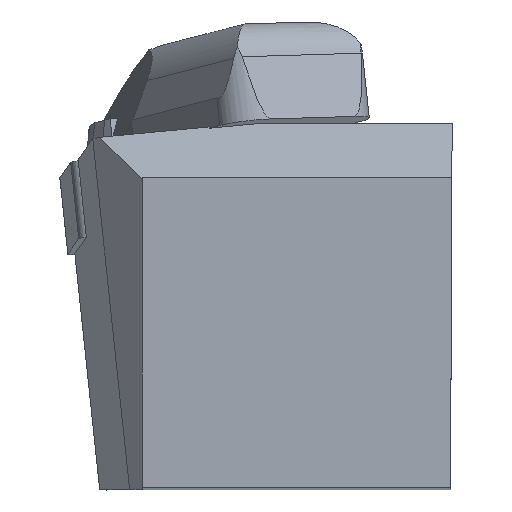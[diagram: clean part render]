
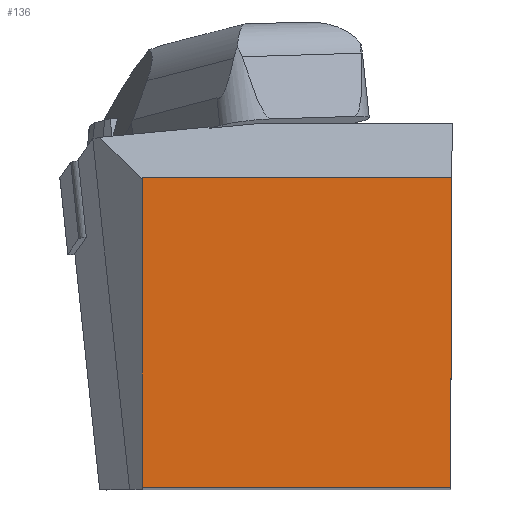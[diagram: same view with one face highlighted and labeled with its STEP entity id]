
A CAD part, top view. The second image highlights one B-rep face of the part: STEP entity #136.
In plain terms, the highlighted planar face has unit normal (0, 0, 1).
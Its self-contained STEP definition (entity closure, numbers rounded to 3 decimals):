
#136=ADVANCED_FACE('BLANK_BOXF006',(#244),#194,.F.);
#194=PLANE('',#1361);
#244=FACE_OUTER_BOUND('',#306,.T.);
#306=EDGE_LOOP('',(#462,#463,#464,#465));
#462=ORIENTED_EDGE('',*,*,#888,.F.);
#463=ORIENTED_EDGE('',*,*,#877,.F.);
#464=ORIENTED_EDGE('',*,*,#872,.F.);
#465=ORIENTED_EDGE('',*,*,#889,.F.);
#748=VERTEX_POINT('',#1928);
#749=VERTEX_POINT('',#1930);
#752=VERTEX_POINT('',#1939);
#762=VERTEX_POINT('',#1962);
#872=EDGE_CURVE('',#748,#749,#1034,.T.);
#877=EDGE_CURVE('',#749,#752,#1039,.T.);
#888=EDGE_CURVE('',#752,#762,#1049,.T.);
#889=EDGE_CURVE('',#762,#748,#1050,.T.);
#1034=LINE('',#1929,#1165);
#1039=LINE('',#1938,#1170);
#1049=LINE('',#1961,#1180);
#1050=LINE('',#1963,#1181);
#1165=VECTOR('',#1522,1.);
#1170=VECTOR('',#1529,1.);
#1180=VECTOR('',#1545,1.);
#1181=VECTOR('',#1546,1.);
#1361=AXIS2_PLACEMENT_3D('',#1964,#1547,#1548);
#1522=DIRECTION('',(-0.004,-1.,0.));
#1529=DIRECTION('',(-1.,0.,0.));
#1545=DIRECTION('',(0.,1.,0.));
#1546=DIRECTION('',(1.,0.,0.));
#1547=DIRECTION('',(0.,0.,-1.));
#1548=DIRECTION('',(-1.,0.,0.));
#1928=CARTESIAN_POINT('',(0.,31.85,0.));
#1929=CARTESIAN_POINT('',(0.678,187.348,0.));
#1930=CARTESIAN_POINT('',(-0.139,0.,0.));
#1938=CARTESIAN_POINT('',(187.35,0.,0.));
#1939=CARTESIAN_POINT('',(-31.85,0.,0.));
#1961=CARTESIAN_POINT('',(-31.85,-187.35,0.));
#1962=CARTESIAN_POINT('',(-31.85,31.85,0.));
#1963=CARTESIAN_POINT('',(-187.35,31.85,0.));
#1964=CARTESIAN_POINT('',(-56.35,-5.,0.));
